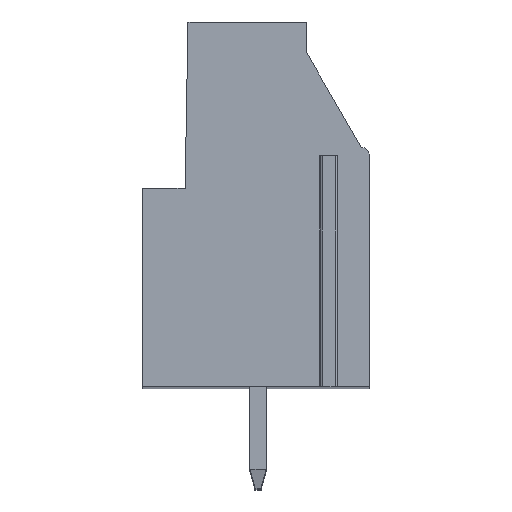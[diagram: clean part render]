
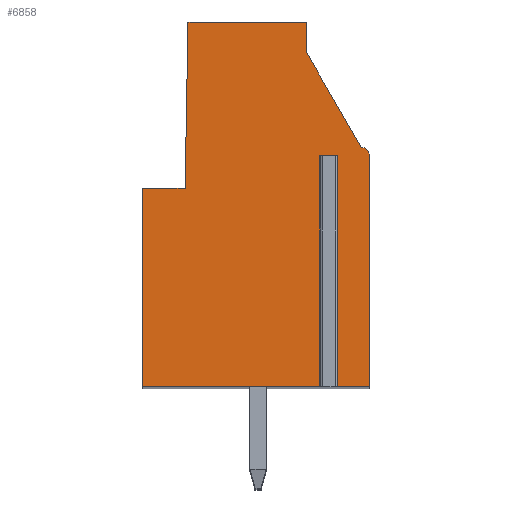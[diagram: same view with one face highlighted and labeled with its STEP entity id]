
A CAD part, top view. The second image highlights one B-rep face of the part: STEP entity #6858.
In plain terms, the highlighted planar face has unit normal (0, 0, 1).
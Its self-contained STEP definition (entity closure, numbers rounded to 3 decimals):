
#736=DIRECTION('',(1.,0.,0.));
#737=VECTOR('',#736,0.5);
#738=CARTESIAN_POINT('',(3.347,2.4,2.5));
#739=LINE('',#738,#737);
#740=DIRECTION('',(0.,1.,0.));
#741=VECTOR('',#740,11.4);
#742=CARTESIAN_POINT('',(3.347,-9.,2.5));
#743=LINE('',#742,#741);
#744=DIRECTION('',(1.,0.,0.));
#745=VECTOR('',#744,8.95);
#746=CARTESIAN_POINT('',(-5.603,-9.,2.5));
#747=LINE('',#746,#745);
#748=DIRECTION('',(0.,-1.,0.));
#749=VECTOR('',#748,9.8);
#750=CARTESIAN_POINT('',(-5.603,0.8,2.5));
#751=LINE('',#750,#749);
#752=DIRECTION('',(-1.,0.,0.));
#753=VECTOR('',#752,2.1);
#754=CARTESIAN_POINT('',(-3.503,0.8,2.5));
#755=LINE('',#754,#753);
#756=DIRECTION('',(-0.017,-1.,0.));
#757=VECTOR('',#756,8.201);
#758=CARTESIAN_POINT('',(-3.36,9.,2.5));
#759=LINE('',#758,#757);
#760=DIRECTION('',(-1.,0.,0.));
#761=VECTOR('',#760,5.86);
#762=CARTESIAN_POINT('',(2.5,9.,2.5));
#763=LINE('',#762,#761);
#764=DIRECTION('',(0.,1.,0.));
#765=VECTOR('',#764,1.523);
#766=CARTESIAN_POINT('',(2.5,7.477,2.5));
#767=LINE('',#766,#765);
#768=DIRECTION('',(-0.5,0.866,0.));
#769=VECTOR('',#768,5.394);
#770=CARTESIAN_POINT('',(5.197,2.805,2.5));
#771=LINE('',#770,#769);
#772=CARTESIAN_POINT('',(5.197,2.405,2.5));
#773=DIRECTION('',(0.,0.,1.));
#774=DIRECTION('',(1.,0.,0.));
#775=AXIS2_PLACEMENT_3D('',#772,#773,#774);
#777=DIRECTION('',(0.,1.,0.));
#778=VECTOR('',#777,11.405);
#779=CARTESIAN_POINT('',(5.597,-9.,2.5));
#780=LINE('',#779,#778);
#781=DIRECTION('',(1.,0.,0.));
#782=VECTOR('',#781,1.75);
#783=CARTESIAN_POINT('',(3.847,-9.,2.5));
#784=LINE('',#783,#782);
#785=DIRECTION('',(0.,1.,0.));
#786=VECTOR('',#785,11.4);
#787=CARTESIAN_POINT('',(3.847,-9.,2.5));
#788=LINE('',#787,#786);
#4925=CARTESIAN_POINT('',(5.597,-9.,2.5));
#4926=CARTESIAN_POINT('',(5.597,2.405,2.5));
#4927=VERTEX_POINT('',#4925);
#4928=VERTEX_POINT('',#4926);
#4929=CARTESIAN_POINT('',(5.197,2.805,2.5));
#4930=VERTEX_POINT('',#4929);
#4931=CARTESIAN_POINT('',(2.5,7.477,2.5));
#4932=VERTEX_POINT('',#4931);
#4933=CARTESIAN_POINT('',(2.5,9.,2.5));
#4934=VERTEX_POINT('',#4933);
#4935=CARTESIAN_POINT('',(-3.36,9.,2.5));
#4936=VERTEX_POINT('',#4935);
#4937=CARTESIAN_POINT('',(-3.503,0.8,2.5));
#4938=VERTEX_POINT('',#4937);
#4939=CARTESIAN_POINT('',(-5.603,0.8,2.5));
#4940=VERTEX_POINT('',#4939);
#4941=CARTESIAN_POINT('',(-5.603,-9.,2.5));
#4942=VERTEX_POINT('',#4941);
#4979=CARTESIAN_POINT('',(3.347,2.4,2.5));
#4980=CARTESIAN_POINT('',(3.847,2.4,2.5));
#4981=VERTEX_POINT('',#4979);
#4982=VERTEX_POINT('',#4980);
#4983=CARTESIAN_POINT('',(3.347,-9.,2.5));
#4984=VERTEX_POINT('',#4983);
#4985=CARTESIAN_POINT('',(3.847,-9.,2.5));
#4986=VERTEX_POINT('',#4985);
#6835=CARTESIAN_POINT('',(0.,0.,2.5));
#6836=DIRECTION('',(0.,0.,1.));
#6837=DIRECTION('',(1.,0.,0.));
#6838=AXIS2_PLACEMENT_3D('',#6835,#6836,#6837);
#6839=PLANE('',#6838);
#6841=ORIENTED_EDGE('',*,*,#6840,.F.);
#6843=ORIENTED_EDGE('',*,*,#6842,.F.);
#6844=ORIENTED_EDGE('',*,*,#6305,.F.);
#6845=ORIENTED_EDGE('',*,*,#6540,.F.);
#6846=ORIENTED_EDGE('',*,*,#6554,.F.);
#6847=ORIENTED_EDGE('',*,*,#6568,.F.);
#6848=ORIENTED_EDGE('',*,*,#6582,.F.);
#6849=ORIENTED_EDGE('',*,*,#6668,.F.);
#6850=ORIENTED_EDGE('',*,*,#6682,.F.);
#6851=ORIENTED_EDGE('',*,*,#6696,.F.);
#6852=ORIENTED_EDGE('',*,*,#6709,.F.);
#6853=ORIENTED_EDGE('',*,*,#6317,.F.);
#6855=ORIENTED_EDGE('',*,*,#6854,.T.);
#6856=EDGE_LOOP('',(#6841,#6843,#6844,#6845,#6846,#6847,#6848,#6849,#6850,#6851,
#6852,#6853,#6855));
#6857=FACE_OUTER_BOUND('',#6856,.F.);
#776=CIRCLE('',#775,0.4);
#6305=EDGE_CURVE('',#4942,#4984,#747,.T.);
#6317=EDGE_CURVE('',#4986,#4927,#784,.T.);
#6540=EDGE_CURVE('',#4940,#4942,#751,.T.);
#6554=EDGE_CURVE('',#4938,#4940,#755,.T.);
#6568=EDGE_CURVE('',#4936,#4938,#759,.T.);
#6582=EDGE_CURVE('',#4934,#4936,#763,.T.);
#6668=EDGE_CURVE('',#4932,#4934,#767,.T.);
#6682=EDGE_CURVE('',#4930,#4932,#771,.T.);
#6696=EDGE_CURVE('',#4928,#4930,#776,.T.);
#6709=EDGE_CURVE('',#4927,#4928,#780,.T.);
#6840=EDGE_CURVE('',#4981,#4982,#739,.T.);
#6842=EDGE_CURVE('',#4984,#4981,#743,.T.);
#6854=EDGE_CURVE('',#4986,#4982,#788,.T.);
#6858=ADVANCED_FACE('',(#6857),#6839,.T.);
